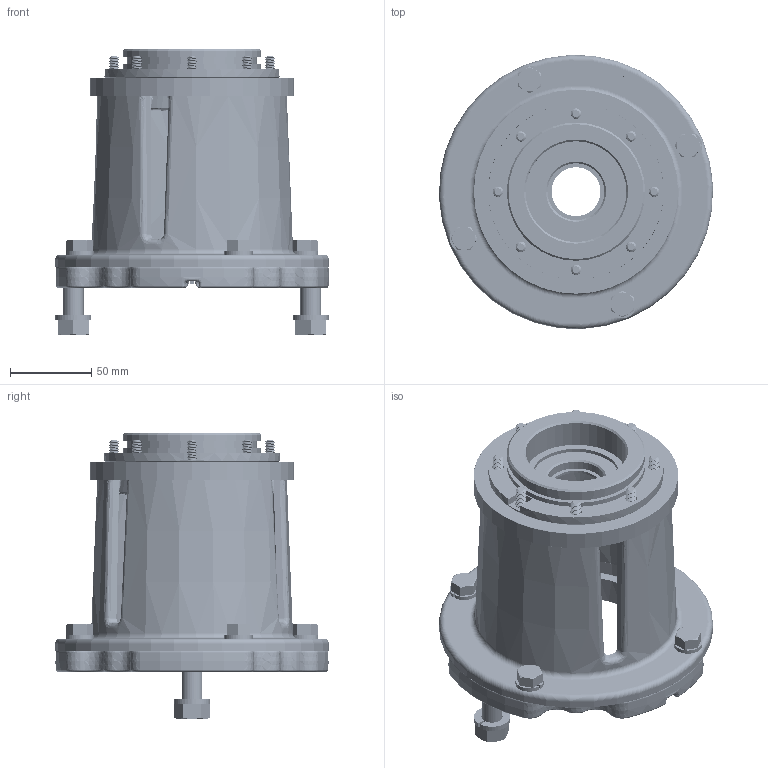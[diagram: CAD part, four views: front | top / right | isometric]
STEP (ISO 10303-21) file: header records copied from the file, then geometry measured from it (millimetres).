
FILE_DESCRIPTION (( 'STEP AP203' ), '1' );
FILE_NAME ('76SAEB2.7FR.STEP', '2016-06-14T17:47:15', ( '' ), ( '' ), 'SwSTEP 2.0', 'SolidWorks 2016', '' );
FILE_SCHEMA (( 'CONFIG_CONTROL_DESIGN' ));
Products named in the file (1): 76SAEB2.7FR
Bounding box: 168.5 x 168.5 x 175.92 mm (x, y, z)
Volume: 619786 mm3; surface area: 234564.3 mm2
Topology: 48 solids, 48 shells, 5244 faces, 13137 edges, 8042 vertices
Faces by surface type: bspline 1644, cylinder 1161, plane 1079, cone 871, torus 485, sphere 4
Entity records: 204202 total; most frequent: CARTESIAN_POINT 96021, ORIENTED_EDGE 26274, DIRECTION 18302, EDGE_CURVE 13137, VERTEX_POINT 8042, AXIS2_PLACEMENT_3D 7150, EDGE_LOOP 5435, FACE_OUTER_BOUND 5244
